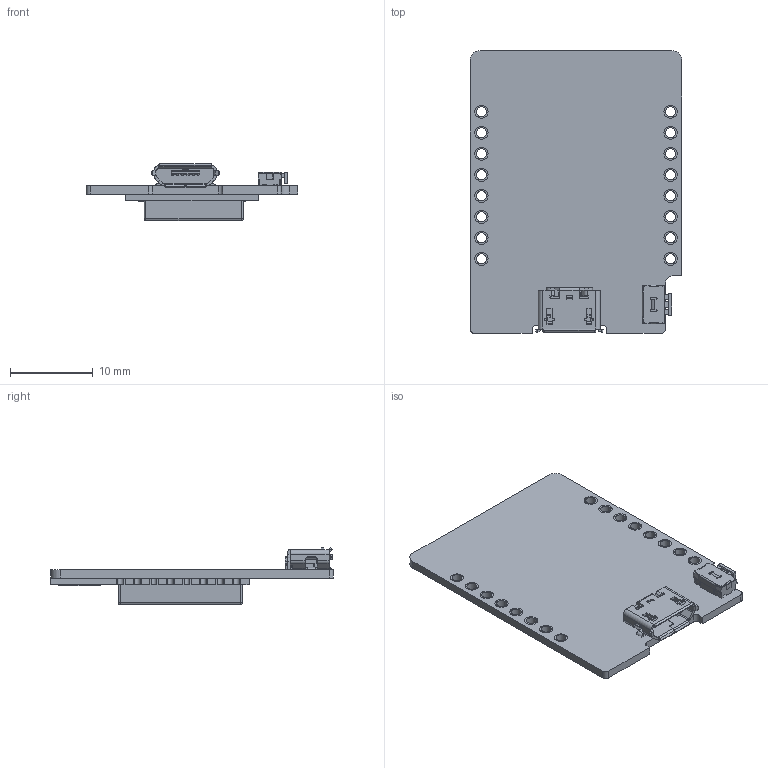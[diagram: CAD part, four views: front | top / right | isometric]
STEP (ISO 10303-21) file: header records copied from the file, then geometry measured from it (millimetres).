
FILE_DESCRIPTION(('FreeCAD Model'),'2;1');
FILE_NAME('Open CASCADE Shape Model','2022-01-18T17:22:56',('Author'),( ''),'Open CASCADE STEP processor 7.5','FreeCAD','Unknown');
FILE_SCHEMA(('AUTOMOTIVE_DESIGN { 1 0 10303 214 1 1 1 1 }'));
Length unit declared in the file: millimetre
Products named in the file (9): wemos_d1_mini; Clone of pcb-bsae; Clone of pcb-wifi; Clone of usb; Clone of switch; Fillet; Pad003; Clone of Pad004; Clone of Pad005
Assembly tree (8 placements, depth 2):
  wemos_d1_mini
    Clone of pcb-bsae
    Clone of pcb-wifi
    Clone of usb
    Clone of switch
    Fillet
    Pad003
    Clone of Pad004
    Clone of Pad005
Bounding box: 25.6 x 34.2 x 6.9 mm (x, y, z)
Volume: 1629.1 mm3; surface area: 3896.6 mm2
Topology: 40 solids, 40 shells, 1075 faces, 2928 edges, 1909 vertices
Faces by surface type: plane 560, bspline 286, cylinder 221, sphere 8
Full cylindrical faces by diameter (mm): 0.7 x16, 1.2 x16, 1.6 x32
Entity records: 34494 total; most frequent: CARTESIAN_POINT 8116, ORIENTED_EDGE 5848, DIRECTION 4177, EDGE_CURVE 2924, VERTEX_POINT 1909, LINE 1689, VECTOR 1689, AXIS2_PLACEMENT_3D 1244
